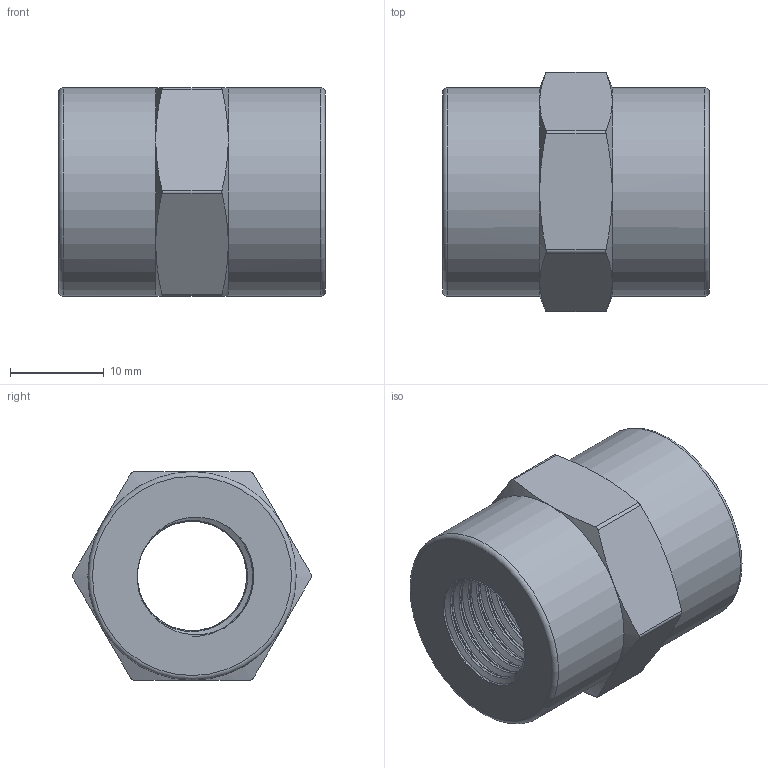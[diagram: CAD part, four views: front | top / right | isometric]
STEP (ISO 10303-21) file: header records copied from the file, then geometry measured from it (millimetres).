
FILE_DESCRIPTION(/* description */ (''),/* implementation_level */ '2;1');
FILE_NAME(/* name */ '0.375_FPT_to_0.25_FPT.step',/* time_stamp */ '2021-05-01T16:26:27+06:00',/* author */ (''),/* organization */ (''),/* preprocessor_version */ 'ST-DEVELOPER v18.1',/* originating_system */ 'Autodesk Translation Framework v9.7.1.1290',/* authorisation */ '');
FILE_SCHEMA (('AUTOMOTIVE_DESIGN { 1 0 10303 214 3 1 1 }'));
Length unit declared in the file: inch
Products named in the file (1): 3/8fpt_to_1/4fpt
Bounding box: 28.45 x 25.54 x 22.23 mm (x, y, z)
Volume: 6742.6 mm3; surface area: 4531.9 mm2
Topology: 1 solids, 1 shells, 68 faces, 180 edges, 115 vertices
Faces by surface type: cone 22, cylinder 20, bspline 15, plane 9, torus 2
Full cylindrical faces by diameter (mm): 13.157 x8, 14.416 x1, 22.225 x2
Entity records: 11792 total; most frequent: CARTESIAN_POINT 10303, ORIENTED_EDGE 360, DIRECTION 207, EDGE_CURVE 180, VERTEX_POINT 115, B_SPLINE_CURVE_WITH_KNOTS 111, AXIS2_PLACEMENT_3D 84, EDGE_LOOP 71
